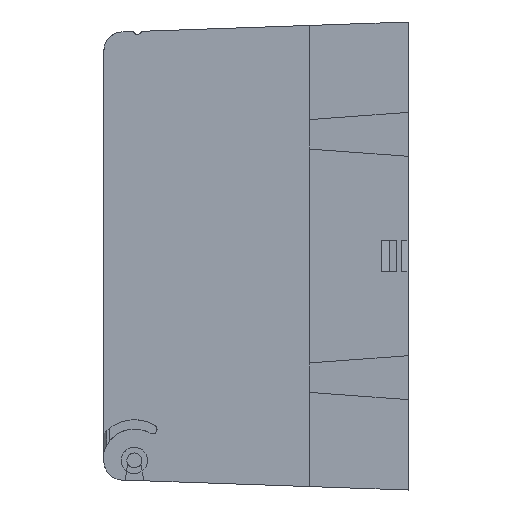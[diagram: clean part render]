
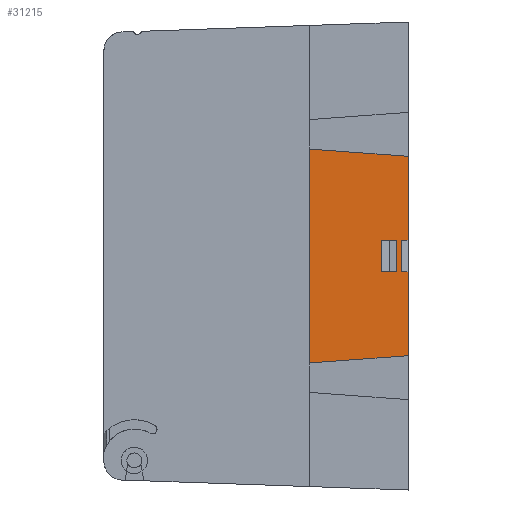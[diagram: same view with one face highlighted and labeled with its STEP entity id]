
A CAD part, left-side view. The second image highlights one B-rep face of the part: STEP entity #31215.
In plain terms, the highlighted planar face has unit normal (1, 0, 0).
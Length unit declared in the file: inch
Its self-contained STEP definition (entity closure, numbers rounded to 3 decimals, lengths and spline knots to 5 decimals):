
#582 = VERTEX_POINT ( 'NONE', #27038 ) ;
#1053 = EDGE_CURVE ( 'NONE', #20625, #31757, #21907, .T. ) ;
#1355 = VECTOR ( 'NONE', #17260, 39.37008 ) ;
#1617 = LINE ( 'NONE', #3235, #13674 ) ;
#2375 = ORIENTED_EDGE ( 'NONE', *, *, #25448, .F. ) ;
#2582 = PLANE ( 'NONE',  #27492 ) ;
#2755 = CARTESIAN_POINT ( 'NONE',  ( -0.9242, -0.75, -1.14282 ) ) ;
#3221 = VECTOR ( 'NONE', #17732, 39.37008 ) ;
#3235 = CARTESIAN_POINT ( 'NONE',  ( -0.9242, -0.75, 0.17 ) ) ;
#3465 = CARTESIAN_POINT ( 'NONE',  ( -0.9242, -1.8, 1.065 ) ) ;
#3697 = DIRECTION ( 'NONE',  ( 0., 0., -1. ) ) ;
#4550 = ORIENTED_EDGE ( 'NONE', *, *, #13300, .F. ) ;
#4660 = EDGE_CURVE ( 'NONE', #10475, #26163, #19744, .T. ) ;
#5293 = DIRECTION ( 'NONE',  ( -1., 0., 0. ) ) ;
#5340 = DIRECTION ( 'NONE',  ( 0., 0., 1. ) ) ;
#5655 = EDGE_CURVE ( 'NONE', #26639, #20625, #7535, .T. ) ;
#5717 = CARTESIAN_POINT ( 'NONE',  ( -0.9242, -1.8, 0.17 ) ) ;
#6193 = VECTOR ( 'NONE', #18487, 39.37008 ) ;
#6294 = CARTESIAN_POINT ( 'NONE',  ( -0.9242, -1.68, -2.21333 ) ) ;
#6671 = ORIENTED_EDGE ( 'NONE', *, *, #18135, .F. ) ;
#7535 = LINE ( 'NONE', #30382, #13537 ) ;
#7989 = LINE ( 'NONE', #28004, #26911 ) ;
#8091 = CARTESIAN_POINT ( 'NONE',  ( -0.9242, -1.68, -0.17 ) ) ;
#8478 = VERTEX_POINT ( 'NONE', #22812 ) ;
#8612 = CARTESIAN_POINT ( 'NONE',  ( -0.9242, -1.8, -0.17 ) ) ;
#8738 = EDGE_LOOP ( 'NONE', ( #31448, #14749, #31533, #4550 ) ) ;
#8820 = VECTOR ( 'NONE', #17148, 39.37008 ) ;
#9677 = EDGE_LOOP ( 'NONE', ( #31930, #24767, #6671, #20123, #32055, #20701, #31580, #2375 ) ) ;
#9792 = CARTESIAN_POINT ( 'NONE',  ( -0.9242, -1.73, 0.17 ) ) ;
#10063 = LINE ( 'NONE', #30511, #3221 ) ;
#10475 = VERTEX_POINT ( 'NONE', #9792 ) ;
#10562 = VERTEX_POINT ( 'NONE', #26141 ) ;
#11372 = VECTOR ( 'NONE', #20802, 39.37008 ) ;
#11634 = CARTESIAN_POINT ( 'NONE',  ( -0.9242, -1.5184, 0.17 ) ) ;
#12049 = VECTOR ( 'NONE', #17371, 39.37008 ) ;
#12794 = EDGE_CURVE ( 'NONE', #22178, #8478, #31064, .T. ) ;
#13300 = EDGE_CURVE ( 'NONE', #8478, #30545, #21129, .T. ) ;
#13537 = VECTOR ( 'NONE', #30352, 39.37008 ) ;
#13674 = VECTOR ( 'NONE', #29005, 39.37008 ) ;
#13996 = LINE ( 'NONE', #6294, #20064 ) ;
#14479 = VERTEX_POINT ( 'NONE', #3465 ) ;
#14749 = ORIENTED_EDGE ( 'NONE', *, *, #29046, .F. ) ;
#15558 = DIRECTION ( 'NONE',  ( 0., -0.997, 0.074 ) ) ;
#17148 = DIRECTION ( 'NONE',  ( 0., 0.997, 0.074 ) ) ;
#17260 = DIRECTION ( 'NONE',  ( 0., 1., 0. ) ) ;
#17371 = DIRECTION ( 'NONE',  ( 0., -1., 0. ) ) ;
#17458 = CARTESIAN_POINT ( 'NONE',  ( -0.9242, -0.75, -0.17 ) ) ;
#17563 = CARTESIAN_POINT ( 'NONE',  ( -0.9242, -0.75, 0.17 ) ) ;
#17732 = DIRECTION ( 'NONE',  ( 0., 0., 1. ) ) ;
#17742 = DIRECTION ( 'NONE',  ( 0., 0., 1. ) ) ;
#18135 = EDGE_CURVE ( 'NONE', #27176, #26639, #26431, .T. ) ;
#18487 = DIRECTION ( 'NONE',  ( 0., 0., -1. ) ) ;
#19744 = LINE ( 'NONE', #17563, #12049 ) ;
#19858 = LINE ( 'NONE', #20976, #6193 ) ;
#20064 = VECTOR ( 'NONE', #3697, 39.37008 ) ;
#20123 = ORIENTED_EDGE ( 'NONE', *, *, #24449, .F. ) ;
#20625 = VERTEX_POINT ( 'NONE', #8612 ) ;
#20701 = ORIENTED_EDGE ( 'NONE', *, *, #25998, .F. ) ;
#20725 = CARTESIAN_POINT ( 'NONE',  ( -0.9242, -0.75, -2.21333 ) ) ;
#20802 = DIRECTION ( 'NONE',  ( 0., 1., 0. ) ) ;
#20976 = CARTESIAN_POINT ( 'NONE',  ( -0.9242, -0.75, -4.87979 ) ) ;
#21073 = CARTESIAN_POINT ( 'NONE',  ( -0.9242, -0.75, -1.14282 ) ) ;
#21129 = LINE ( 'NONE', #23336, #27959 ) ;
#21907 = LINE ( 'NONE', #17458, #1355 ) ;
#22178 = VERTEX_POINT ( 'NONE', #8091 ) ;
#22812 = CARTESIAN_POINT ( 'NONE',  ( -0.9242, -1.5184, -0.17 ) ) ;
#23298 = DIRECTION ( 'NONE',  ( 0., 0., 1. ) ) ;
#23336 = CARTESIAN_POINT ( 'NONE',  ( -0.9242, -1.5184, -2.21333 ) ) ;
#24449 = EDGE_CURVE ( 'NONE', #582, #27176, #19858, .T. ) ;
#24767 = ORIENTED_EDGE ( 'NONE', *, *, #5655, .F. ) ;
#25448 = EDGE_CURVE ( 'NONE', #31757, #10475, #10063, .T. ) ;
#25606 = VECTOR ( 'NONE', #15558, 39.37008 ) ;
#25998 = EDGE_CURVE ( 'NONE', #26163, #14479, #7989, .T. ) ;
#26141 = CARTESIAN_POINT ( 'NONE',  ( -0.9242, -1.68, 0.17 ) ) ;
#26163 = VERTEX_POINT ( 'NONE', #5717 ) ;
#26431 = LINE ( 'NONE', #2755, #25606 ) ;
#26516 = CARTESIAN_POINT ( 'NONE',  ( -0.9242, -1.73, -0.17 ) ) ;
#26639 = VERTEX_POINT ( 'NONE', #31605 ) ;
#26911 = VECTOR ( 'NONE', #17742, 39.37008 ) ;
#27038 = CARTESIAN_POINT ( 'NONE',  ( -0.9242, -0.75, 1.14282 ) ) ;
#27176 = VERTEX_POINT ( 'NONE', #21073 ) ;
#27184 = FACE_BOUND ( 'NONE', #8738, .T. ) ;
#27492 = AXIS2_PLACEMENT_3D ( 'NONE', #20725, #5293, #23298 ) ;
#27959 = VECTOR ( 'NONE', #5340, 39.37008 ) ;
#28004 = CARTESIAN_POINT ( 'NONE',  ( -0.9242, -1.8, -2.25 ) ) ;
#28020 = FACE_OUTER_BOUND ( 'NONE', #9677, .T. ) ;
#28450 = CARTESIAN_POINT ( 'NONE',  ( -0.9242, -0.75, -0.17 ) ) ;
#29005 = DIRECTION ( 'NONE',  ( 0., -1., 0. ) ) ;
#29046 = EDGE_CURVE ( 'NONE', #10562, #22178, #13996, .T. ) ;
#29355 = LINE ( 'NONE', #32491, #8820 ) ;
#30007 = EDGE_CURVE ( 'NONE', #30545, #10562, #1617, .T. ) ;
#30235 = EDGE_CURVE ( 'NONE', #14479, #582, #29355, .T. ) ;
#30352 = DIRECTION ( 'NONE',  ( 0., 0., 1. ) ) ;
#30382 = CARTESIAN_POINT ( 'NONE',  ( -0.9242, -1.8, -2.25 ) ) ;
#30511 = CARTESIAN_POINT ( 'NONE',  ( -0.9242, -1.73, -2.21333 ) ) ;
#30545 = VERTEX_POINT ( 'NONE', #11634 ) ;
#31064 = LINE ( 'NONE', #28450, #11372 ) ;
#31215 = ADVANCED_FACE ( 'NONE', ( #27184, #28020 ), #2582, .F. ) ;
#31448 = ORIENTED_EDGE ( 'NONE', *, *, #12794, .F. ) ;
#31533 = ORIENTED_EDGE ( 'NONE', *, *, #30007, .F. ) ;
#31580 = ORIENTED_EDGE ( 'NONE', *, *, #4660, .F. ) ;
#31605 = CARTESIAN_POINT ( 'NONE',  ( -0.9242, -1.8, -1.065 ) ) ;
#31757 = VERTEX_POINT ( 'NONE', #26516 ) ;
#31930 = ORIENTED_EDGE ( 'NONE', *, *, #1053, .F. ) ;
#32055 = ORIENTED_EDGE ( 'NONE', *, *, #30235, .F. ) ;
#32491 = CARTESIAN_POINT ( 'NONE',  ( -0.9242, -1.8, 1.065 ) ) ;
